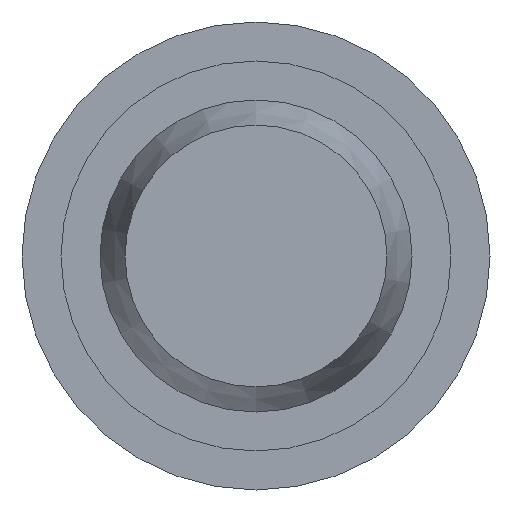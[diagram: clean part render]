
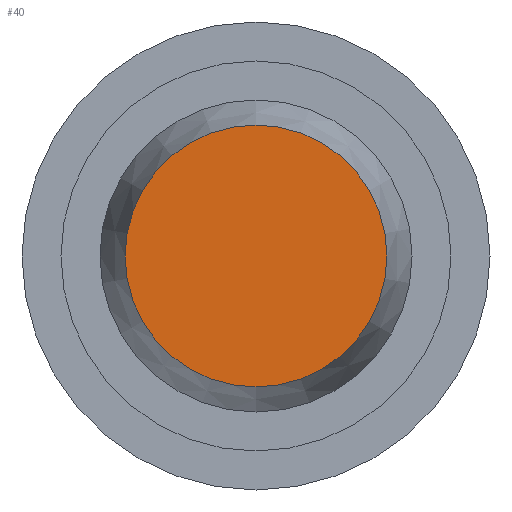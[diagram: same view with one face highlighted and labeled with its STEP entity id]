
A CAD part, front view. The second image highlights one B-rep face of the part: STEP entity #40.
In plain terms, the highlighted planar face has unit normal (0, -1, 0).
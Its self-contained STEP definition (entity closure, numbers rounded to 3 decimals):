
#40 = ADVANCED_FACE( '', ( #85 ), #86, .F. );
#85 = FACE_OUTER_BOUND( '', #138, .T. );
#86 = PLANE( '', #139 );
#138 = EDGE_LOOP( '', ( #189 ) );
#139 = AXIS2_PLACEMENT_3D( '', #190, #191, #192 );
#189 = ORIENTED_EDGE( '', *, *, #247, .T. );
#190 = CARTESIAN_POINT( '', ( 1.678, 0., 0. ) );
#191 = DIRECTION( '', ( 0., 1., 0. ) );
#192 = DIRECTION( '', ( 0., 0., 1. ) );
#247 = EDGE_CURVE( '', #270, #270, #271, .T. );
#270 = VERTEX_POINT( '', #304 );
#271 = CIRCLE( '', #305, 1.678 );
#304 = CARTESIAN_POINT( '', ( 0., 0., -1.678 ) );
#305 = AXIS2_PLACEMENT_3D( '', #337, #338, #339 );
#337 = CARTESIAN_POINT( '', ( 0., 0., 0. ) );
#338 = DIRECTION( '', ( 0., -1., 0. ) );
#339 = DIRECTION( '', ( 0., 0., -1. ) );
